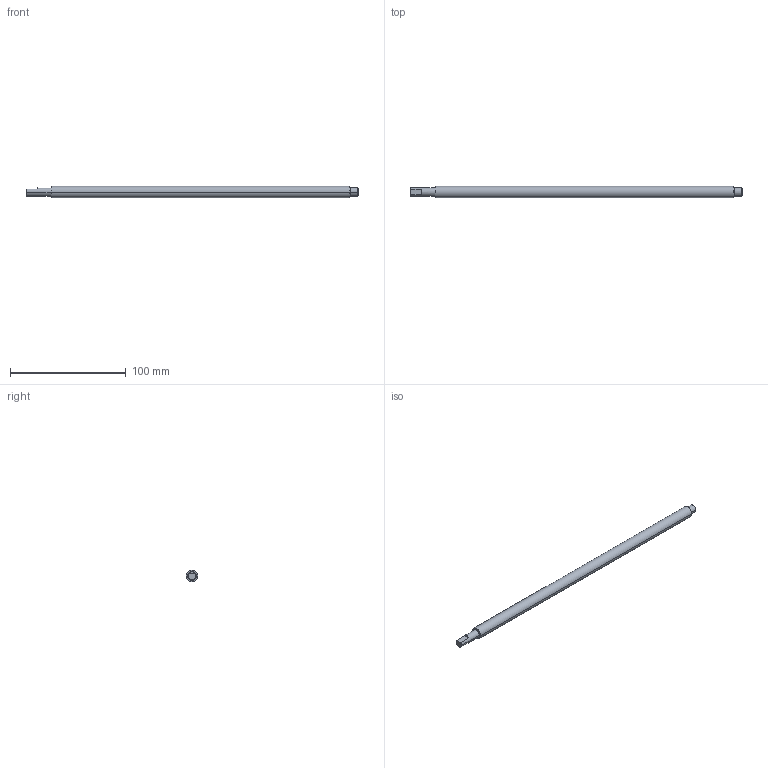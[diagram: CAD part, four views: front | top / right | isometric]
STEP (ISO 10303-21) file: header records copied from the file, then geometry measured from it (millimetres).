
FILE_DESCRIPTION( ( '' ), '1' );
FILE_NAME( 'mtstrw10_287_f22_v7_s7_q7_fv0_fw10_fy1_2_03.stp', '2015-04-01T21:18:35', ( '' ), ( '' ), ' ', ' ', ' ' );
FILE_SCHEMA( ( 'CONFIG_CONTROL_DESIGN' ) );
Length unit declared in the file: millimetre
Products named in the file (1): 1
Bounding box: 287 x 10 x 10 mm (x, y, z)
Volume: 21341.8 mm3; surface area: 8877.1 mm2
Topology: 1 solids, 1 shells, 21 faces, 49 edges, 32 vertices
Faces by surface type: cylinder 6, plane 6, cone 5, torus 4
Entity records: 662 total; most frequent: DIRECTION 124, CARTESIAN_POINT 107, ORIENTED_EDGE 98, AXIS2_PLACEMENT_3D 55, EDGE_CURVE 49, CIRCLE 33, VERTEX_POINT 32, EDGE_LOOP 23
